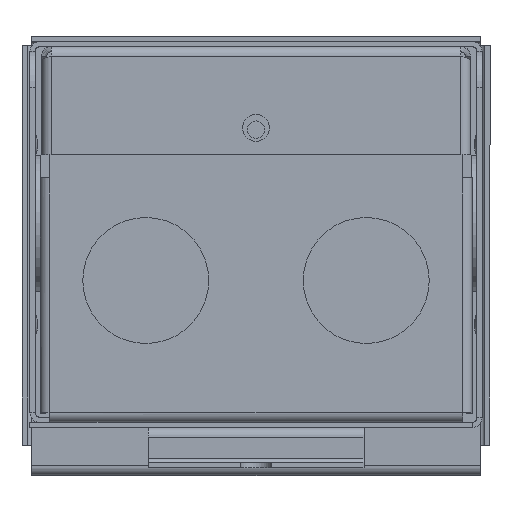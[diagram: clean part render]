
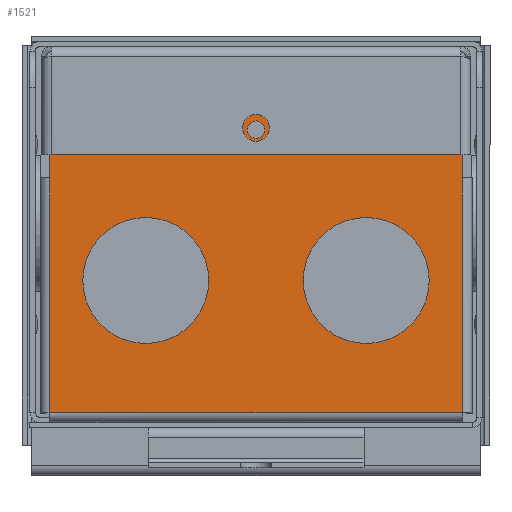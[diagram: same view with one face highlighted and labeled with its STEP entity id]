
A CAD part, front view. The second image highlights one B-rep face of the part: STEP entity #1521.
In plain terms, the highlighted planar face has unit normal (0, -1, 0).
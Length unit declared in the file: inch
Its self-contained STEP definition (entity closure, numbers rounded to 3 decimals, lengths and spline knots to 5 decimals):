
#7 = ORIENTED_EDGE ( 'NONE', *, *, #8022, .F. ) ;
#174 = CARTESIAN_POINT ( 'NONE',  ( 0.7655, -0.0359, -0.125 ) ) ;
#335 = CARTESIAN_POINT ( 'NONE',  ( 1.4331, -0.0359, -1.0431 ) ) ;
#365 = CARTESIAN_POINT ( 'NONE',  ( 0.7655, -0.0359, -0.125 ) ) ;
#499 = CIRCLE ( 'NONE', #6777, 0.4375 ) ;
#526 = DIRECTION ( 'NONE',  ( 1., 0., 0. ) ) ;
#559 = EDGE_LOOP ( 'NONE', ( #2382, #1915 ) ) ;
#810 = LINE ( 'NONE', #7837, #8085 ) ;
#812 = VERTEX_POINT ( 'NONE', #4778 ) ;
#839 = FACE_BOUND ( 'NONE', #8430, .T. ) ;
#891 = DIRECTION ( 'NONE',  ( 0., 0., -1. ) ) ;
#1023 = CARTESIAN_POINT ( 'NONE',  ( -1.5, -0.0359, 1.11 ) ) ;
#1071 = VERTEX_POINT ( 'NONE', #3508 ) ;
#1076 = DIRECTION ( 'NONE',  ( 0., 0., -1. ) ) ;
#1157 = DIRECTION ( 'NONE',  ( 0., 0., -1. ) ) ;
#1241 = ORIENTED_EDGE ( 'NONE', *, *, #8437, .T. ) ;
#1245 = VERTEX_POINT ( 'NONE', #8410 ) ;
#1299 = EDGE_CURVE ( 'NONE', #5945, #3734, #499, .T. ) ;
#1460 = LINE ( 'NONE', #4068, #8955 ) ;
#1474 = CARTESIAN_POINT ( 'NONE',  ( -1.4331, -0.0359, 0.587 ) ) ;
#1499 = DIRECTION ( 'NONE',  ( 0., 1., 0. ) ) ;
#1521 = ADVANCED_FACE ( 'NONE', ( #4784, #839, #8116, #6210 ), #8538, .F. ) ;
#1732 = CARTESIAN_POINT ( 'NONE',  ( 1.4331, -0.0359, 0.587 ) ) ;
#1915 = ORIENTED_EDGE ( 'NONE', *, *, #7703, .T. ) ;
#2062 = VECTOR ( 'NONE', #2999, 39.37008 ) ;
#2067 = VECTOR ( 'NONE', #1157, 39.37008 ) ;
#2082 = VECTOR ( 'NONE', #8057, 39.37008 ) ;
#2101 = CARTESIAN_POINT ( 'NONE',  ( -1.4331, -0.0359, 1.11 ) ) ;
#2182 = CARTESIAN_POINT ( 'NONE',  ( 0., -0.0359, 0. ) ) ;
#2382 = ORIENTED_EDGE ( 'NONE', *, *, #7559, .T. ) ;
#2447 = CIRCLE ( 'NONE', #3114, 0.4375 ) ;
#2504 = LINE ( 'NONE', #1023, #2082 ) ;
#2513 = EDGE_CURVE ( 'NONE', #812, #1071, #2447, .T. ) ;
#2728 = CARTESIAN_POINT ( 'NONE',  ( 0., -0.0359, 0.9225 ) ) ;
#2898 = ORIENTED_EDGE ( 'NONE', *, *, #6122, .T. ) ;
#2902 = DIRECTION ( 'NONE',  ( 0., 0., 1. ) ) ;
#2999 = DIRECTION ( 'NONE',  ( 0., 0., 1. ) ) ;
#3010 = CARTESIAN_POINT ( 'NONE',  ( -0.7655, -0.0359, -0.125 ) ) ;
#3114 = AXIS2_PLACEMENT_3D ( 'NONE', #8210, #3960, #8916 ) ;
#3198 = DIRECTION ( 'NONE',  ( 0., 0., -1. ) ) ;
#3300 = EDGE_CURVE ( 'NONE', #1071, #812, #6058, .T. ) ;
#3437 = DIRECTION ( 'NONE',  ( 0., 0., 1. ) ) ;
#3490 = VERTEX_POINT ( 'NONE', #1732 ) ;
#3508 = CARTESIAN_POINT ( 'NONE',  ( -0.7655, -0.0359, 0.3125 ) ) ;
#3643 = AXIS2_PLACEMENT_3D ( 'NONE', #5700, #1499, #6401 ) ;
#3709 = CARTESIAN_POINT ( 'NONE',  ( 1.4331, -0.0359, 1.11 ) ) ;
#3716 = DIRECTION ( 'NONE',  ( 0., 0., -1. ) ) ;
#3734 = VERTEX_POINT ( 'NONE', #4179 ) ;
#3790 = CARTESIAN_POINT ( 'NONE',  ( 1.4331, -0.0359, 1.11 ) ) ;
#3921 = LINE ( 'NONE', #3938, #2067 ) ;
#3938 = CARTESIAN_POINT ( 'NONE',  ( -1.4331, -0.0359, 1.11 ) ) ;
#3960 = DIRECTION ( 'NONE',  ( 0., -1., 0. ) ) ;
#4020 = VERTEX_POINT ( 'NONE', #1474 ) ;
#4024 = EDGE_CURVE ( 'NONE', #8077, #3490, #810, .T. ) ;
#4068 = CARTESIAN_POINT ( 'NONE',  ( -1.43626, -0.0359, -1.0431 ) ) ;
#4179 = CARTESIAN_POINT ( 'NONE',  ( 0.7655, -0.0359, -0.5625 ) ) ;
#4214 = ORIENTED_EDGE ( 'NONE', *, *, #8055, .F. ) ;
#4296 = DIRECTION ( 'NONE',  ( 0., 0., 1. ) ) ;
#4340 = ORIENTED_EDGE ( 'NONE', *, *, #4375, .T. ) ;
#4358 = CARTESIAN_POINT ( 'NONE',  ( -1.4331, -0.0359, -1.0431 ) ) ;
#4375 = EDGE_CURVE ( 'NONE', #5003, #8077, #1460, .T. ) ;
#4596 = EDGE_LOOP ( 'NONE', ( #4214, #8065 ) ) ;
#4612 = VERTEX_POINT ( 'NONE', #8803 ) ;
#4778 = CARTESIAN_POINT ( 'NONE',  ( -0.7655, -0.0359, -0.5625 ) ) ;
#4784 = FACE_BOUND ( 'NONE', #4596, .T. ) ;
#4953 = AXIS2_PLACEMENT_3D ( 'NONE', #3010, #7959, #3716 ) ;
#5003 = VERTEX_POINT ( 'NONE', #4358 ) ;
#5090 = DIRECTION ( 'NONE',  ( 0., -1., 0. ) ) ;
#5193 = LINE ( 'NONE', #5309, #8757 ) ;
#5278 = DIRECTION ( 'NONE',  ( 0., -1., 0. ) ) ;
#5309 = CARTESIAN_POINT ( 'NONE',  ( -1.4331, -0.0359, 1.11 ) ) ;
#5332 = AXIS2_PLACEMENT_3D ( 'NONE', #2182, #7117, #2902 ) ;
#5599 = CIRCLE ( 'NONE', #8682, 0.4375 ) ;
#5656 = ORIENTED_EDGE ( 'NONE', *, *, #4024, .T. ) ;
#5700 = CARTESIAN_POINT ( 'NONE',  ( 0., -0.0359, 0.9225 ) ) ;
#5787 = LINE ( 'NONE', #3709, #2062 ) ;
#5807 = ORIENTED_EDGE ( 'NONE', *, *, #8842, .T. ) ;
#5945 = VERTEX_POINT ( 'NONE', #7894 ) ;
#6058 = CIRCLE ( 'NONE', #4953, 0.4375 ) ;
#6122 = EDGE_CURVE ( 'NONE', #4020, #5003, #5193, .T. ) ;
#6210 = FACE_OUTER_BOUND ( 'NONE', #6617, .T. ) ;
#6331 = CIRCLE ( 'NONE', #3643, 0.06 ) ;
#6401 = DIRECTION ( 'NONE',  ( 0., 0., 1. ) ) ;
#6617 = EDGE_LOOP ( 'NONE', ( #1241, #2898, #4340, #5656, #5807, #7 ) ) ;
#6655 = VERTEX_POINT ( 'NONE', #2101 ) ;
#6777 = AXIS2_PLACEMENT_3D ( 'NONE', #174, #5090, #891 ) ;
#6793 = ORIENTED_EDGE ( 'NONE', *, *, #2513, .F. ) ;
#7117 = DIRECTION ( 'NONE',  ( 0., 1., 0. ) ) ;
#7441 = CIRCLE ( 'NONE', #7602, 0.06 ) ;
#7483 = ORIENTED_EDGE ( 'NONE', *, *, #3300, .F. ) ;
#7559 = EDGE_CURVE ( 'NONE', #4612, #1245, #7441, .T. ) ;
#7602 = AXIS2_PLACEMENT_3D ( 'NONE', #2728, #7674, #3437 ) ;
#7674 = DIRECTION ( 'NONE',  ( 0., 1., 0. ) ) ;
#7703 = EDGE_CURVE ( 'NONE', #1245, #4612, #6331, .T. ) ;
#7837 = CARTESIAN_POINT ( 'NONE',  ( 1.4331, -0.0359, -1.04626 ) ) ;
#7894 = CARTESIAN_POINT ( 'NONE',  ( 0.7655, -0.0359, 0.3125 ) ) ;
#7959 = DIRECTION ( 'NONE',  ( 0., -1., 0. ) ) ;
#8022 = EDGE_CURVE ( 'NONE', #6655, #8956, #2504, .T. ) ;
#8055 = EDGE_CURVE ( 'NONE', #3734, #5945, #5599, .T. ) ;
#8057 = DIRECTION ( 'NONE',  ( 1., 0., 0. ) ) ;
#8065 = ORIENTED_EDGE ( 'NONE', *, *, #1299, .F. ) ;
#8077 = VERTEX_POINT ( 'NONE', #335 ) ;
#8085 = VECTOR ( 'NONE', #4296, 39.37008 ) ;
#8116 = FACE_BOUND ( 'NONE', #559, .T. ) ;
#8210 = CARTESIAN_POINT ( 'NONE',  ( -0.7655, -0.0359, -0.125 ) ) ;
#8410 = CARTESIAN_POINT ( 'NONE',  ( 0., -0.0359, 0.8625 ) ) ;
#8430 = EDGE_LOOP ( 'NONE', ( #6793, #7483 ) ) ;
#8437 = EDGE_CURVE ( 'NONE', #6655, #4020, #3921, .T. ) ;
#8538 = PLANE ( 'NONE',  #5332 ) ;
#8682 = AXIS2_PLACEMENT_3D ( 'NONE', #365, #5278, #1076 ) ;
#8757 = VECTOR ( 'NONE', #3198, 39.37008 ) ;
#8803 = CARTESIAN_POINT ( 'NONE',  ( 0., -0.0359, 0.9825 ) ) ;
#8842 = EDGE_CURVE ( 'NONE', #3490, #8956, #5787, .T. ) ;
#8916 = DIRECTION ( 'NONE',  ( 0., 0., -1. ) ) ;
#8955 = VECTOR ( 'NONE', #526, 39.37008 ) ;
#8956 = VERTEX_POINT ( 'NONE', #3790 ) ;
